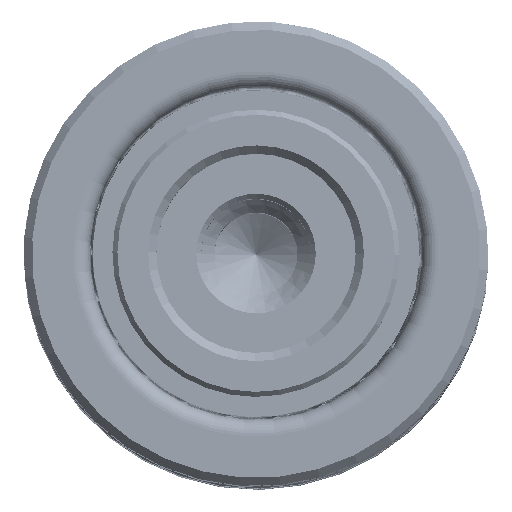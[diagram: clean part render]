
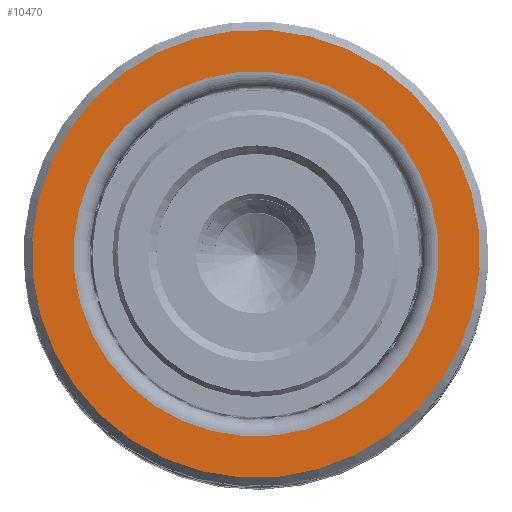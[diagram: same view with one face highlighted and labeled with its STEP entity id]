
A CAD part, top view. The second image highlights one B-rep face of the part: STEP entity #10470.
In plain terms, the highlighted face is planar.
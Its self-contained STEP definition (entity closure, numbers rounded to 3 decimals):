
#247 = CIRCLE ( 'NONE', #23481, 13.5 ) ;
#504 = FACE_OUTER_BOUND ( 'NONE', #20527, .T. ) ;
#3022 = DIRECTION ( 'NONE',  ( 0., 0., 1. ) ) ;
#3038 = AXIS2_PLACEMENT_3D ( 'NONE', #21544, #4146, #24454 ) ;
#3086 = CARTESIAN_POINT ( 'NONE',  ( -11., 0., 0. ) ) ;
#3810 = PLANE ( 'NONE',  #36341 ) ;
#4146 = DIRECTION ( 'NONE',  ( 0., 0., -1. ) ) ;
#4791 = ORIENTED_EDGE ( 'NONE', *, *, #35518, .T. ) ;
#9529 = DIRECTION ( 'NONE',  ( 0., 0., 1. ) ) ;
#10470 = ADVANCED_FACE ( 'NONE', ( #30535, #504 ), #3810, .F. ) ;
#10473 = AXIS2_PLACEMENT_3D ( 'NONE', #13430, #33739, #16334 ) ;
#10817 = CARTESIAN_POINT ( 'NONE',  ( 0., 0., 0. ) ) ;
#12288 = EDGE_LOOP ( 'NONE', ( #33279, #4791 ) ) ;
#13430 = CARTESIAN_POINT ( 'NONE',  ( 0., 0., 0. ) ) ;
#13754 = DIRECTION ( 'NONE',  ( 1., 0., 0. ) ) ;
#14783 = VERTEX_POINT ( 'NONE', #32397 ) ;
#16334 = DIRECTION ( 'NONE',  ( 1., 0., 0. ) ) ;
#18078 = EDGE_CURVE ( 'NONE', #37245, #22590, #18943, .T. ) ;
#18591 = EDGE_CURVE ( 'NONE', #14783, #22339, #36686, .T. ) ;
#18943 = CIRCLE ( 'NONE', #3038, 13.5 ) ;
#20395 = CARTESIAN_POINT ( 'NONE',  ( 0., 0., 0. ) ) ;
#20527 = EDGE_LOOP ( 'NONE', ( #30395, #32157 ) ) ;
#21544 = CARTESIAN_POINT ( 'NONE',  ( 0., 0., 0. ) ) ;
#22339 = VERTEX_POINT ( 'NONE', #3086 ) ;
#22590 = VERTEX_POINT ( 'NONE', #28739 ) ;
#23323 = DIRECTION ( 'NONE',  ( 1., 0., 0. ) ) ;
#23481 = AXIS2_PLACEMENT_3D ( 'NONE', #10817, #31131, #13754 ) ;
#23642 = CARTESIAN_POINT ( 'NONE',  ( -13.5, 0., 0. ) ) ;
#24123 = DIRECTION ( 'NONE',  ( 1., 0., 0. ) ) ;
#24454 = DIRECTION ( 'NONE',  ( 1., 0., 0. ) ) ;
#26417 = AXIS2_PLACEMENT_3D ( 'NONE', #20395, #3022, #23323 ) ;
#28739 = CARTESIAN_POINT ( 'NONE',  ( 13.5, 0., 0. ) ) ;
#29842 = CARTESIAN_POINT ( 'NONE',  ( 0., 0., 0. ) ) ;
#30019 = EDGE_CURVE ( 'NONE', #22590, #37245, #247, .T. ) ;
#30395 = ORIENTED_EDGE ( 'NONE', *, *, #30019, .T. ) ;
#30535 = FACE_BOUND ( 'NONE', #12288, .T. ) ;
#31131 = DIRECTION ( 'NONE',  ( 0., 0., -1. ) ) ;
#31933 = CIRCLE ( 'NONE', #10473, 11. ) ;
#32157 = ORIENTED_EDGE ( 'NONE', *, *, #18078, .T. ) ;
#32397 = CARTESIAN_POINT ( 'NONE',  ( 11., 0., 0. ) ) ;
#33279 = ORIENTED_EDGE ( 'NONE', *, *, #18591, .T. ) ;
#33739 = DIRECTION ( 'NONE',  ( 0., 0., 1. ) ) ;
#35518 = EDGE_CURVE ( 'NONE', #22339, #14783, #31933, .T. ) ;
#36341 = AXIS2_PLACEMENT_3D ( 'NONE', #29842, #9529, #24123 ) ;
#36686 = CIRCLE ( 'NONE', #26417, 11. ) ;
#37245 = VERTEX_POINT ( 'NONE', #23642 ) ;
